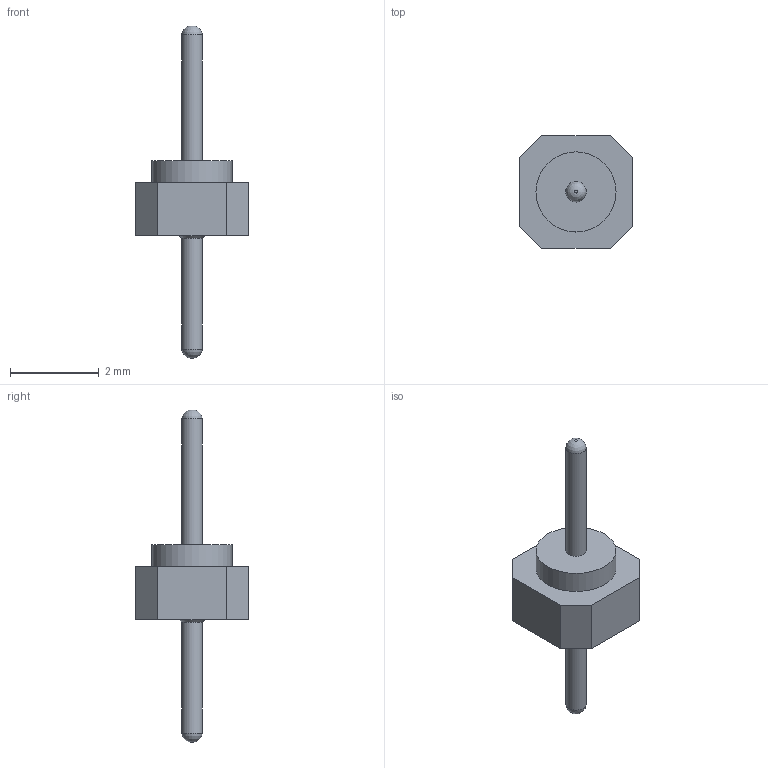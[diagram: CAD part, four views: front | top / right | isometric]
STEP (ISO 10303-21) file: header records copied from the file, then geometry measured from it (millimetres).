
FILE_DESCRIPTION(('FreeCAD Model'),'2;1');
FILE_NAME('1x02_B1.2_L7.5.step','2016-11-22T16:14:51',('Author'),(''), 'Open CASCADE STEP processor 6.8','FreeCAD','Unknown');
FILE_SCHEMA(('AUTOMOTIVE_DESIGN_CC2 { 1 2 10303 214 -1 1 5 4 }'));
Length unit declared in the file: millimetre
Products named in the file (2): ASSEMBLY; 1x02_B1.2_L7.5
Assembly tree (1 placements, depth 2):
  ASSEMBLY
    1x02_B1.2_L7.5
Bounding box: 2.54 x 2.54 x 7.5 mm (x, y, z)
Volume: 9.4 mm3; surface area: 47.3 mm2
Topology: 2 solids, 2 shells, 32 faces, 61 edges, 38 vertices
Faces by surface type: plane 17, cylinder 9, cone 4, revolution 2
Full cylindrical faces by diameter (mm): 0.46 x2, 1.35 x4, 1.5 x2, 1.81 x1
Entity records: 1862 total; most frequent: CARTESIAN_POINT 339, DIRECTION 238, ORIENTED_EDGE 122, PCURVE 122, DEFINITIONAL_REPRESENTATION 122, LINE 117, VECTOR 117, EDGE_CURVE 61
